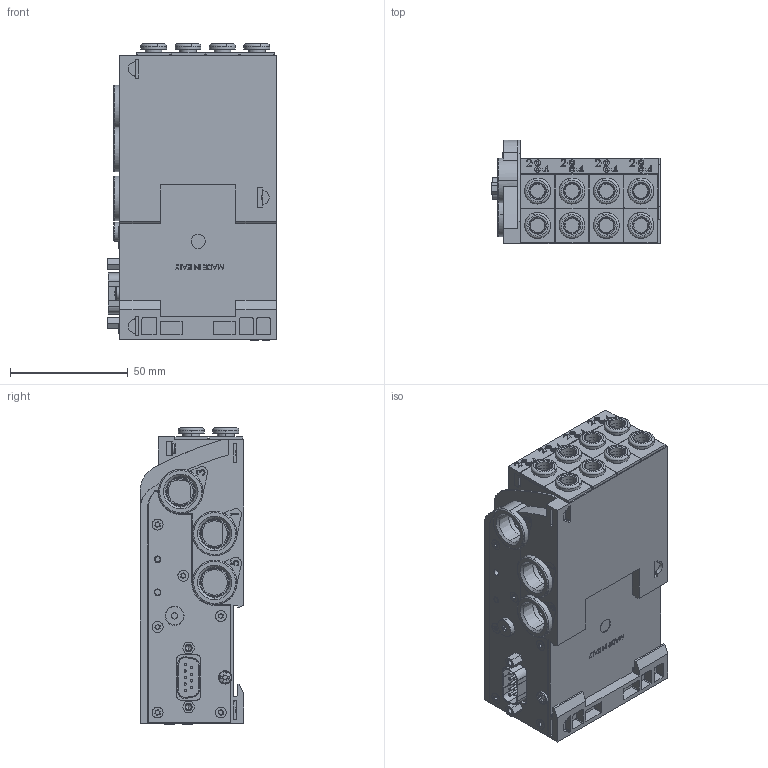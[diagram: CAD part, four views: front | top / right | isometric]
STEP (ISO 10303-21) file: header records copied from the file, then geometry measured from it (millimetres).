
FILE_DESCRIPTION (( 'STEP AP203' ), '1' );
FILE_NAME ('PAL-CB4814.step', '2021-01-11T12:36:50', ( '' ), ( '' ), 'SwSTEP 2.0', 'SolidWorks 2019', '' );
FILE_SCHEMA (( 'CONFIG_CONTROL_DESIGN' ));
Products named in the file (1): PAL-CB4814
Bounding box: 71.6 x 43.85 x 125.6 mm (x, y, z)
Volume: 228607.9 mm3; surface area: 81678.5 mm2
Topology: 9 solids, 9 shells, 2152 faces, 5465 edges, 3588 vertices
Faces by surface type: plane 1002, cylinder 934, cone 120, torus 96
Entity records: 66759 total; most frequent: CARTESIAN_POINT 12686, DIRECTION 11796, ORIENTED_EDGE 10922, EDGE_CURVE 5461, AXIS2_PLACEMENT_3D 4332, VERTEX_POINT 3588, VECTOR 3132, LINE 3132
